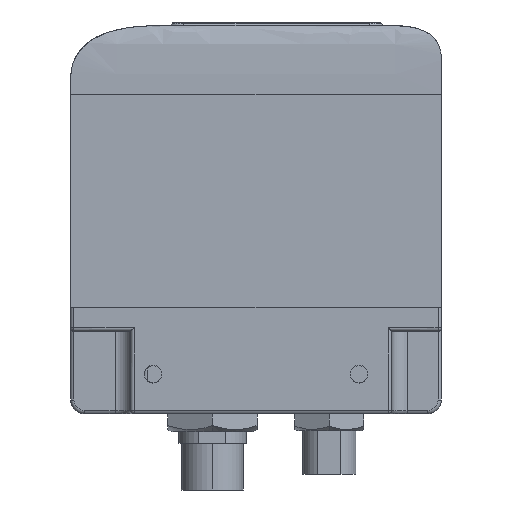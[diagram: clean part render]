
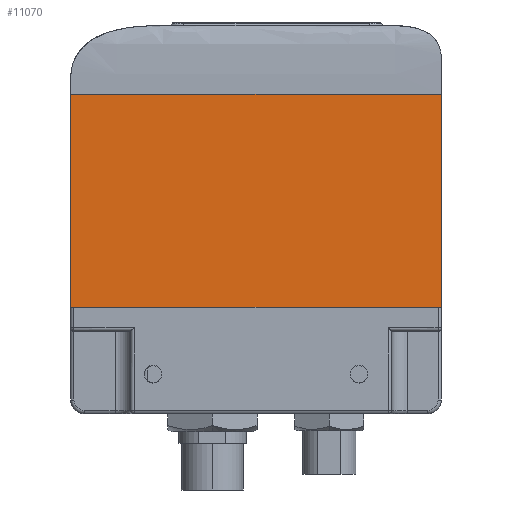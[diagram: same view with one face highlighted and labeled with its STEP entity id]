
A CAD part, left-side view. The second image highlights one B-rep face of the part: STEP entity #11070.
In plain terms, the highlighted planar face has unit normal (-1, 0, 0).
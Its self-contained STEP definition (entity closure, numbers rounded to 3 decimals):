
#1853=DIRECTION('',(0.,0.,-1.));
#1854=VECTOR('',#1853,31.);
#1855=CARTESIAN_POINT('',(-41.5,-25.5,28.));
#1856=LINE('',#1855,#1854);
#1857=DIRECTION('',(0.,1.,0.));
#1858=VECTOR('',#1857,54.);
#1859=CARTESIAN_POINT('',(-41.5,-25.5,-3.));
#1860=LINE('',#1859,#1858);
#1893=DIRECTION('',(0.,1.,0.));
#1894=VECTOR('',#1893,54.);
#1895=CARTESIAN_POINT('',(-41.5,-25.5,28.));
#1896=LINE('',#1895,#1894);
#4514=DIRECTION('',(0.,0.,-1.));
#4515=VECTOR('',#4514,31.);
#4516=CARTESIAN_POINT('',(-41.5,28.5,28.));
#4517=LINE('',#4516,#4515);
#7603=CARTESIAN_POINT('',(-41.5,28.5,-3.));
#7604=VERTEX_POINT('',#7603);
#7605=CARTESIAN_POINT('',(-41.5,-25.5,-3.));
#7606=VERTEX_POINT('',#7605);
#7755=CARTESIAN_POINT('',(-41.5,-25.5,28.));
#7756=VERTEX_POINT('',#7755);
#7887=CARTESIAN_POINT('',(-41.5,28.5,28.));
#7888=VERTEX_POINT('',#7887);
#11057=CARTESIAN_POINT('',(-41.5,23.5,0.));
#11058=DIRECTION('',(-1.,0.,0.));
#11059=DIRECTION('',(0.,-1.,0.));
#11060=AXIS2_PLACEMENT_3D('',#11057,#11058,#11059);
#11061=PLANE('',#11060);
#11063=ORIENTED_EDGE('',*,*,#11062,.F.);
#11064=ORIENTED_EDGE('',*,*,#11048,.T.);
#11065=ORIENTED_EDGE('',*,*,#9023,.T.);
#11067=ORIENTED_EDGE('',*,*,#11066,.F.);
#11068=EDGE_LOOP('',(#11063,#11064,#11065,#11067));
#11069=FACE_OUTER_BOUND('',#11068,.F.);
#11070=ADVANCED_FACE('',(#11069),#11061,.T.);
#9023=EDGE_CURVE('',#7606,#7604,#1860,.T.);
#11048=EDGE_CURVE('',#7756,#7606,#1856,.T.);
#11062=EDGE_CURVE('',#7756,#7888,#1896,.T.);
#11066=EDGE_CURVE('',#7888,#7604,#4517,.T.);
